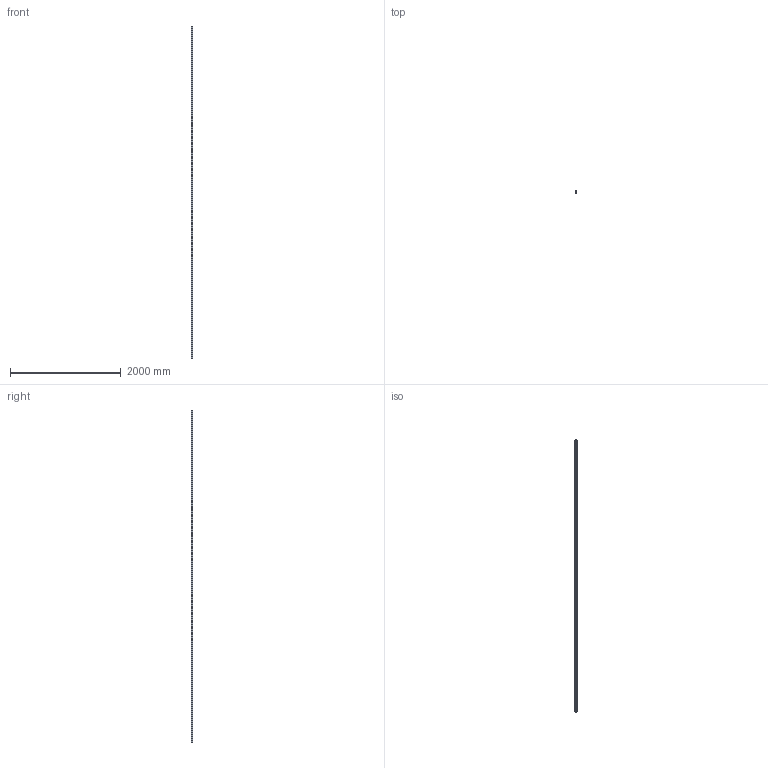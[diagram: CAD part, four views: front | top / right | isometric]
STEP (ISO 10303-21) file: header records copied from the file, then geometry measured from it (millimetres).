
FILE_DESCRIPTION (( 'STEP AP203' ), '1' );
FILE_NAME ('B02-1.STEP', '2018-04-02T16:50:52', ( 'User2' ), ( '' ), 'SwSTEP 2.0', 'SolidWorks 2007', '' );
FILE_SCHEMA (( 'CONFIG_CONTROL_DESIGN' ));
Length unit declared in the file: millimetre
Products named in the file (1): B02-1
Bounding box: 30 x 30 x 6000 mm (x, y, z)
Volume: 2034435.3 mm3; surface area: 2206942.9 mm2
Topology: 1 solids, 1 shells, 91 faces, 267 edges, 178 vertices
Faces by surface type: plane 86, cylinder 5
Entity records: 3068 total; most frequent: CARTESIAN_POINT 537, ORIENTED_EDGE 534, DIRECTION 461, EDGE_CURVE 267, VECTOR 257, LINE 257, VERTEX_POINT 178, AXIS2_PLACEMENT_3D 102
